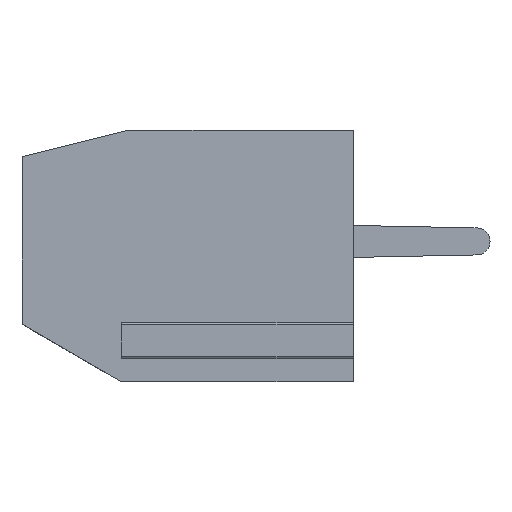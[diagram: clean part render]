
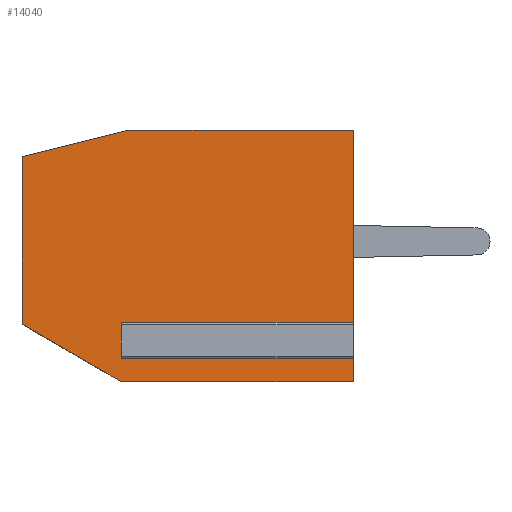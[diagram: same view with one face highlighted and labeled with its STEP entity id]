
A CAD part, left-side view. The second image highlights one B-rep face of the part: STEP entity #14040.
In plain terms, the highlighted planar face has unit normal (-1, 0, 0).
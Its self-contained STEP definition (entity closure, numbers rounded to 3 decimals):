
#521 = CARTESIAN_POINT ( 'NONE',  ( 0., 7., -6.7 ) ) ;
#560 = ORIENTED_EDGE ( 'NONE', *, *, #9492, .F. ) ;
#1016 = VECTOR ( 'NONE', #10219, 1000. ) ;
#1021 = ORIENTED_EDGE ( 'NONE', *, *, #10581, .F. ) ;
#1194 = VERTEX_POINT ( 'NONE', #14470 ) ;
#1572 = EDGE_CURVE ( 'NONE', #4488, #1194, #2334, .T. ) ;
#1573 = LINE ( 'NONE', #12289, #7580 ) ;
#1647 = VERTEX_POINT ( 'NONE', #13122 ) ;
#2023 = CARTESIAN_POINT ( 'NONE',  ( 0., 6.774, 0. ) ) ;
#2179 = DIRECTION ( 'NONE',  ( 0., 0., 1. ) ) ;
#2245 = CARTESIAN_POINT ( 'NONE',  ( 0., 0., -7.6 ) ) ;
#2272 = EDGE_CURVE ( 'NONE', #7496, #3133, #16384, .T. ) ;
#2274 = EDGE_CURVE ( 'NONE', #3133, #9034, #5296, .T. ) ;
#2334 = LINE ( 'NONE', #3388, #14293 ) ;
#2421 = VECTOR ( 'NONE', #17479, 1000. ) ;
#2625 = FACE_OUTER_BOUND ( 'NONE', #14068, .T. ) ;
#2673 = LINE ( 'NONE', #15252, #16338 ) ;
#3133 = VERTEX_POINT ( 'NONE', #15838 ) ;
#3315 = ORIENTED_EDGE ( 'NONE', *, *, #6998, .F. ) ;
#3388 = CARTESIAN_POINT ( 'NONE',  ( 0., 7., -6.7 ) ) ;
#3762 = CARTESIAN_POINT ( 'NONE',  ( 0., 7., -7.6 ) ) ;
#3969 = DIRECTION ( 'NONE',  ( 0., 0., -1. ) ) ;
#4221 = VECTOR ( 'NONE', #17697, 1000. ) ;
#4488 = VERTEX_POINT ( 'NONE', #521 ) ;
#4555 = EDGE_CURVE ( 'NONE', #10475, #9944, #12098, .T. ) ;
#4572 = DIRECTION ( 'NONE',  ( 0., 0., 1. ) ) ;
#4782 = CARTESIAN_POINT ( 'NONE',  ( 0., 0., 0. ) ) ;
#5059 = LINE ( 'NONE', #9835, #15308 ) ;
#5151 = EDGE_CURVE ( 'NONE', #1194, #1647, #2673, .T. ) ;
#5168 = DIRECTION ( 'NONE',  ( 0., 0.865, 0.502 ) ) ;
#5296 = LINE ( 'NONE', #15786, #12337 ) ;
#5301 = CARTESIAN_POINT ( 'NONE',  ( 0., 0., -7.6 ) ) ;
#5851 = CARTESIAN_POINT ( 'NONE',  ( 0., 10., -0.8 ) ) ;
#5908 = VERTEX_POINT ( 'NONE', #13388 ) ;
#5965 = CARTESIAN_POINT ( 'NONE',  ( 0., 0., 0. ) ) ;
#6265 = EDGE_CURVE ( 'NONE', #9944, #1647, #1573, .T. ) ;
#6618 = CARTESIAN_POINT ( 'NONE',  ( 0., 6.774, 0. ) ) ;
#6998 = EDGE_CURVE ( 'NONE', #4488, #5908, #11409, .T. ) ;
#7333 = VERTEX_POINT ( 'NONE', #2245 ) ;
#7496 = VERTEX_POINT ( 'NONE', #11392 ) ;
#7580 = VECTOR ( 'NONE', #3969, 1000. ) ;
#7969 = CARTESIAN_POINT ( 'NONE',  ( 0., 7., -6.7 ) ) ;
#8252 = ORIENTED_EDGE ( 'NONE', *, *, #1572, .T. ) ;
#8345 = DIRECTION ( 'NONE',  ( 0., -1., 0. ) ) ;
#8783 = DIRECTION ( 'NONE',  ( 1., 0., 0. ) ) ;
#9034 = VERTEX_POINT ( 'NONE', #5851 ) ;
#9154 = EDGE_CURVE ( 'NONE', #7333, #7496, #10036, .T. ) ;
#9183 = LINE ( 'NONE', #11520, #1016 ) ;
#9492 = EDGE_CURVE ( 'NONE', #9034, #10475, #9183, .T. ) ;
#9628 = PLANE ( 'NONE',  #11806 ) ;
#9835 = CARTESIAN_POINT ( 'NONE',  ( 0., 0., 0. ) ) ;
#9944 = VERTEX_POINT ( 'NONE', #4782 ) ;
#10036 = LINE ( 'NONE', #5301, #4221 ) ;
#10219 = DIRECTION ( 'NONE',  ( 0., -0.971, 0.241 ) ) ;
#10475 = VERTEX_POINT ( 'NONE', #6618 ) ;
#10581 = EDGE_CURVE ( 'NONE', #5908, #7333, #5059, .T. ) ;
#10604 = VECTOR ( 'NONE', #11597, 1000. ) ;
#11392 = CARTESIAN_POINT ( 'NONE',  ( 0., 7., -7.6 ) ) ;
#11409 = LINE ( 'NONE', #7969, #2421 ) ;
#11519 = DIRECTION ( 'NONE',  ( 0., 0., -1. ) ) ;
#11520 = CARTESIAN_POINT ( 'NONE',  ( 0., 10., -0.8 ) ) ;
#11584 = ORIENTED_EDGE ( 'NONE', *, *, #4555, .F. ) ;
#11597 = DIRECTION ( 'NONE',  ( 0., -1., 0. ) ) ;
#11806 = AXIS2_PLACEMENT_3D ( 'NONE', #5965, #8783, #11519 ) ;
#12098 = LINE ( 'NONE', #2023, #10604 ) ;
#12289 = CARTESIAN_POINT ( 'NONE',  ( 0., 0., 0. ) ) ;
#12337 = VECTOR ( 'NONE', #2179, 1000. ) ;
#13054 = ORIENTED_EDGE ( 'NONE', *, *, #2274, .F. ) ;
#13122 = CARTESIAN_POINT ( 'NONE',  ( 0., 0., -6. ) ) ;
#13388 = CARTESIAN_POINT ( 'NONE',  ( 0., 0., -6.7 ) ) ;
#13414 = ORIENTED_EDGE ( 'NONE', *, *, #6265, .F. ) ;
#14040 = ADVANCED_FACE ( 'NONE', ( #2625 ), #9628, .F. ) ;
#14068 = EDGE_LOOP ( 'NONE', ( #3315, #8252, #17659, #13414, #11584, #560, #13054, #17569, #16187, #1021 ) ) ;
#14293 = VECTOR ( 'NONE', #4572, 1000. ) ;
#14470 = CARTESIAN_POINT ( 'NONE',  ( 0., 7., -6. ) ) ;
#14483 = VECTOR ( 'NONE', #5168, 1000. ) ;
#15252 = CARTESIAN_POINT ( 'NONE',  ( 0., 7., -6. ) ) ;
#15308 = VECTOR ( 'NONE', #16529, 1000. ) ;
#15786 = CARTESIAN_POINT ( 'NONE',  ( 0., 10., -5.86 ) ) ;
#15838 = CARTESIAN_POINT ( 'NONE',  ( 0., 10., -5.86 ) ) ;
#16187 = ORIENTED_EDGE ( 'NONE', *, *, #9154, .F. ) ;
#16338 = VECTOR ( 'NONE', #8345, 1000. ) ;
#16384 = LINE ( 'NONE', #3762, #14483 ) ;
#16529 = DIRECTION ( 'NONE',  ( 0., 0., -1. ) ) ;
#17479 = DIRECTION ( 'NONE',  ( 0., -1., 0. ) ) ;
#17569 = ORIENTED_EDGE ( 'NONE', *, *, #2272, .F. ) ;
#17659 = ORIENTED_EDGE ( 'NONE', *, *, #5151, .T. ) ;
#17697 = DIRECTION ( 'NONE',  ( 0., 1., 0. ) ) ;
